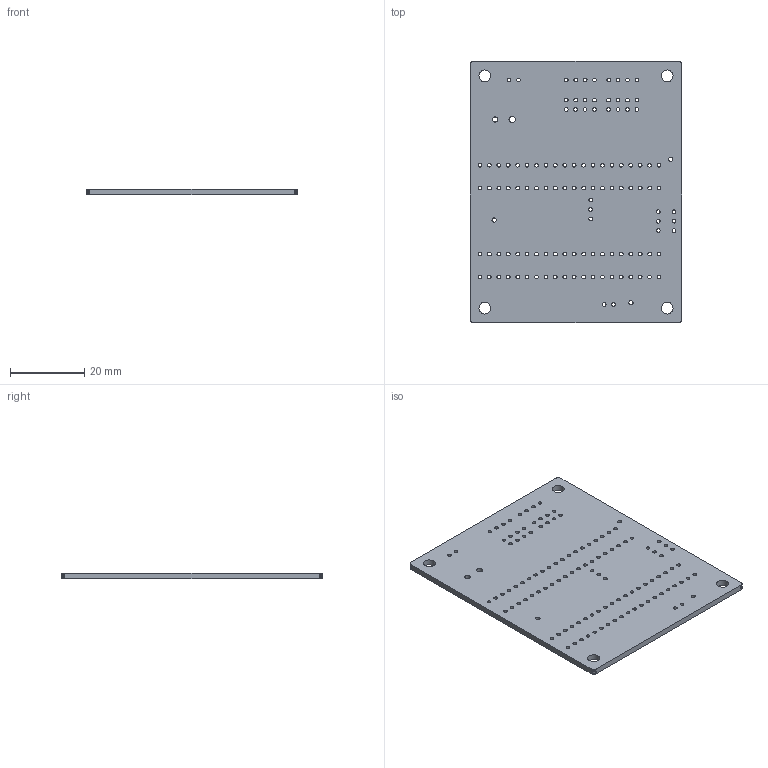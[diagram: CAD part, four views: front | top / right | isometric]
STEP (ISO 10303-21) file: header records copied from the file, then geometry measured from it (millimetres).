
FILE_DESCRIPTION(('PTSolns Pico Base'),'2;1');
FILE_NAME( 'PTSolns_Pico_Base.step', '2025-02-14T10:57:33', ('PTSolns'), (''), 'v1.0', '', '');
FILE_SCHEMA(('AUTOMOTIVE_DESIGN { 1 0 10303 214 1 1 1 1 }'));
Length unit declared in the file: millimetre
Products named in the file (1): PTSolns_Pico_Base
Bounding box: 57.13 x 70.58 x 1.6 mm (x, y, z)
Volume: 6239.7 mm3; surface area: 8890.9 mm2
Topology: 1 solids, 1 shells, 164 faces, 486 edges, 324 vertices
Faces by surface type: cylinder 126, plane 38
Full cylindrical faces by diameter (mm): 1 x117, 1.152 x3, 1.4 x1, 1.7 x1, 3.2 x4
Entity records: 6148 total; most frequent: DIRECTION 1068, CARTESIAN_POINT 975, ORIENTED_EDGE 972, EDGE_CURVE 486, AXIS2_PLACEMENT_3D 417, FACE_BOUND 416, EDGE_LOOP 416, VERTEX_POINT 324
